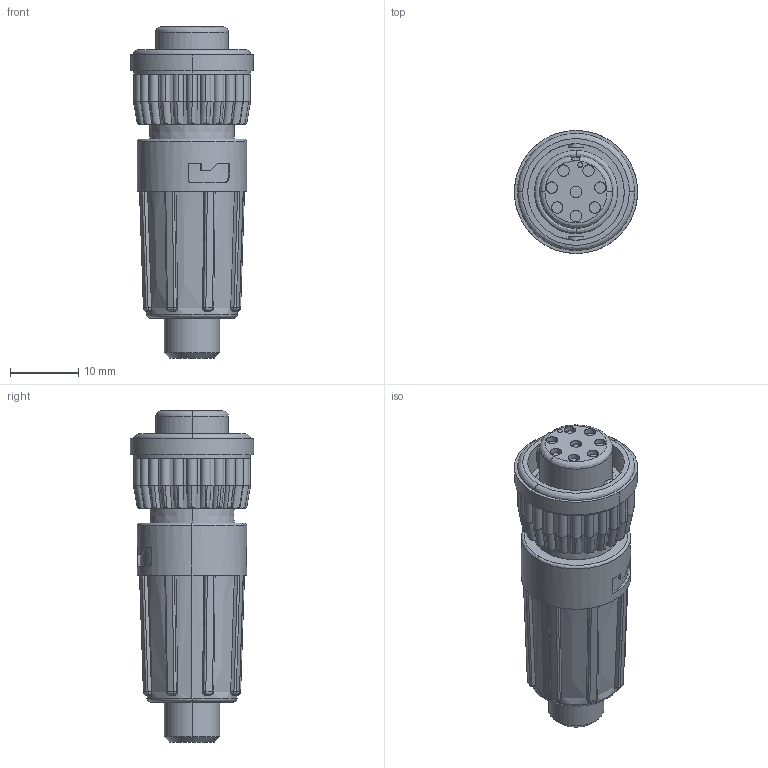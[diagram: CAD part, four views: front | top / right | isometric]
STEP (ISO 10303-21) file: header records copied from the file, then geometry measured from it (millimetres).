
FILE_DESCRIPTION (( 'STEP AP203' ), '1' );
FILE_NAME ('6280-8SG-5XX.STEP', '2017-12-12T22:26:26', ( '' ), ( '' ), 'SwSTEP 2.0', 'SolidWorks 2017', '' );
FILE_SCHEMA (( 'CONFIG_CONTROL_DESIGN' ));
Length unit declared in the file: inch
Products named in the file (1): 6280-8SG-5XX
Bounding box: 18.02 x 18.03 x 48.65 mm (x, y, z)
Volume: 7075.5 mm3; surface area: 3611.3 mm2
Topology: 1 solids, 1 shells, 415 faces, 1115 edges, 705 vertices
Faces by surface type: cylinder 205, bspline 104, plane 100, cone 6
Entity records: 22233 total; most frequent: CARTESIAN_POINT 13651, ORIENTED_EDGE 2198, DIRECTION 1123, EDGE_CURVE 1099, VERTEX_POINT 705, B_SPLINE_CURVE_WITH_KNOTS 624, EDGE_LOOP 434, ADVANCED_FACE 415
